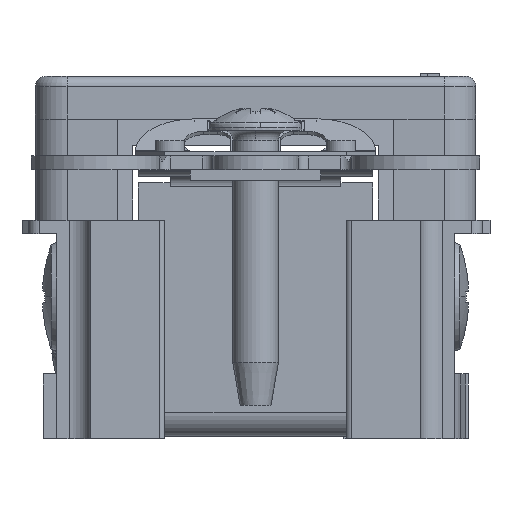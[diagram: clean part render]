
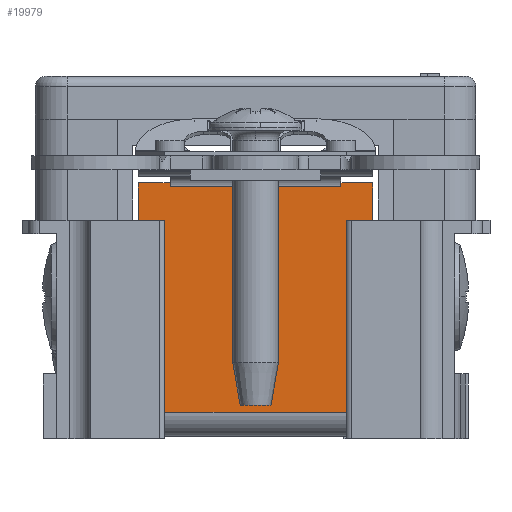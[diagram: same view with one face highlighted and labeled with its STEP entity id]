
A CAD part, front view. The second image highlights one B-rep face of the part: STEP entity #19979.
In plain terms, the highlighted planar face has unit normal (0, -1, 0).
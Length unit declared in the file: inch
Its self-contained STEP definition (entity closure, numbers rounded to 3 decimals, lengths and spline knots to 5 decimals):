
#312 = EDGE_CURVE ( 'NONE', #25222, #15402, #41333, .T. ) ;
#946 = DIRECTION ( 'NONE',  ( 0., 0., 1. ) ) ;
#1468 = DIRECTION ( 'NONE',  ( 0., 0., 1. ) ) ;
#2422 = CARTESIAN_POINT ( 'NONE',  ( 0.5, 0.12499, 0.447 ) ) ;
#4181 = CARTESIAN_POINT ( 'NONE',  ( 0.75, 0.12499, 0.078 ) ) ;
#4574 = DIRECTION ( 'NONE',  ( 0., 0., 1. ) ) ;
#4790 = CARTESIAN_POINT ( 'NONE',  ( 0.4065, 0.12499, 0.749 ) ) ;
#4997 = LINE ( 'NONE', #44426, #27457 ) ;
#6897 = LINE ( 'NONE', #42674, #43365 ) ;
#7036 = CARTESIAN_POINT ( 'NONE',  ( 0.4845, 0.12499, 0.078 ) ) ;
#7572 = LINE ( 'NONE', #4181, #8247 ) ;
#8137 = ORIENTED_EDGE ( 'NONE', *, *, #12369, .F. ) ;
#8247 = VECTOR ( 'NONE', #30014, 39.37008 ) ;
#9003 = LINE ( 'NONE', #4790, #44290 ) ;
#9145 = CARTESIAN_POINT ( 'NONE',  ( 1.0155, 0.12499, 0.447 ) ) ;
#9361 = FACE_OUTER_BOUND ( 'NONE', #40121, .T. ) ;
#9792 = VERTEX_POINT ( 'NONE', #15669 ) ;
#10157 = AXIS2_PLACEMENT_3D ( 'NONE', #34717, #55938, #31014 ) ;
#10796 = ORIENTED_EDGE ( 'NONE', *, *, #35822, .T. ) ;
#11537 = VERTEX_POINT ( 'NONE', #54744 ) ;
#12164 = LINE ( 'NONE', #38268, #23247 ) ;
#12369 = EDGE_CURVE ( 'NONE', #29690, #9792, #12164, .T. ) ;
#12454 = DIRECTION ( 'NONE',  ( 0., 0., -1. ) ) ;
#13134 = ORIENTED_EDGE ( 'NONE', *, *, #19087, .F. ) ;
#14221 = ORIENTED_EDGE ( 'NONE', *, *, #44948, .T. ) ;
#15402 = VERTEX_POINT ( 'NONE', #26640 ) ;
#15544 = CIRCLE ( 'NONE', #52641, 0.344 ) ;
#15669 = CARTESIAN_POINT ( 'NONE',  ( 1.0935, 0.12499, 0.749 ) ) ;
#16874 = EDGE_CURVE ( 'NONE', #26104, #20979, #39851, .T. ) ;
#19087 = EDGE_CURVE ( 'NONE', #39260, #30892, #7572, .T. ) ;
#19220 = ORIENTED_EDGE ( 'NONE', *, *, #20519, .T. ) ;
#19581 = VERTEX_POINT ( 'NONE', #25802 ) ;
#19904 = CARTESIAN_POINT ( 'NONE',  ( 0.4065, 0.12499, 0.749 ) ) ;
#19979 = ADVANCED_FACE ( 'NONE', ( #9361 ), #30434, .F. ) ;
#20134 = CIRCLE ( 'NONE', #10157, 0.344 ) ;
#20519 = EDGE_CURVE ( 'NONE', #29690, #45861, #35422, .T. ) ;
#20979 = VERTEX_POINT ( 'NONE', #19904 ) ;
#21594 = CARTESIAN_POINT ( 'NONE',  ( 1.0155, 0.12499, 0.078 ) ) ;
#23247 = VECTOR ( 'NONE', #55791, 39.37008 ) ;
#25222 = VERTEX_POINT ( 'NONE', #35539 ) ;
#25802 = CARTESIAN_POINT ( 'NONE',  ( 0.4845, 0.12499, 0.447 ) ) ;
#25872 = DIRECTION ( 'NONE',  ( 0., 1., 0. ) ) ;
#26098 = DIRECTION ( 'NONE',  ( 0., 0., -1. ) ) ;
#26104 = VERTEX_POINT ( 'NONE', #30425 ) ;
#26358 = DIRECTION ( 'NONE',  ( 1., 0., 0. ) ) ;
#26640 = CARTESIAN_POINT ( 'NONE',  ( 0.5, 0.12499, 0.738 ) ) ;
#27457 = VECTOR ( 'NONE', #31125, 39.37008 ) ;
#29549 = LINE ( 'NONE', #46858, #40148 ) ;
#29690 = VERTEX_POINT ( 'NONE', #45310 ) ;
#30014 = DIRECTION ( 'NONE',  ( -1., 0., 0. ) ) ;
#30425 = CARTESIAN_POINT ( 'NONE',  ( 0.4065, 0.12499, 0.66513 ) ) ;
#30434 = PLANE ( 'NONE',  #30735 ) ;
#30735 = AXIS2_PLACEMENT_3D ( 'NONE', #52255, #25872, #4574 ) ;
#30892 = VERTEX_POINT ( 'NONE', #7036 ) ;
#30897 = VECTOR ( 'NONE', #51242, 39.37008 ) ;
#31014 = DIRECTION ( 'NONE',  ( 0., 0., 1. ) ) ;
#31017 = ORIENTED_EDGE ( 'NONE', *, *, #46323, .T. ) ;
#31125 = DIRECTION ( 'NONE',  ( 0., 0., 1. ) ) ;
#31307 = DIRECTION ( 'NONE',  ( 0., -1., 0. ) ) ;
#32174 = CARTESIAN_POINT ( 'NONE',  ( 0.7505, 0.12499, 0.66513 ) ) ;
#34717 = CARTESIAN_POINT ( 'NONE',  ( 0.7495, 0.12499, 0.66513 ) ) ;
#35422 = LINE ( 'NONE', #52741, #51590 ) ;
#35539 = CARTESIAN_POINT ( 'NONE',  ( 0.5, 0.12499, 0.749 ) ) ;
#35822 = EDGE_CURVE ( 'NONE', #26104, #19581, #15544, .T. ) ;
#38268 = CARTESIAN_POINT ( 'NONE',  ( 1.0935, 0.12499, 0.749 ) ) ;
#39117 = ORIENTED_EDGE ( 'NONE', *, *, #42513, .F. ) ;
#39260 = VERTEX_POINT ( 'NONE', #21594 ) ;
#39851 = LINE ( 'NONE', #44096, #40493 ) ;
#40121 = EDGE_LOOP ( 'NONE', ( #43907, #10796, #53036, #13134, #31017, #14221, #55940, #8137, #19220, #39117, #54831, #43979 ) ) ;
#40148 = VECTOR ( 'NONE', #26098, 39.37008 ) ;
#40493 = VECTOR ( 'NONE', #946, 39.37008 ) ;
#41333 = LINE ( 'NONE', #2422, #30897 ) ;
#42513 = EDGE_CURVE ( 'NONE', #15402, #45861, #6897, .T. ) ;
#42674 = CARTESIAN_POINT ( 'NONE',  ( 0.4845, 0.12499, 0.738 ) ) ;
#43365 = VECTOR ( 'NONE', #50608, 39.37008 ) ;
#43907 = ORIENTED_EDGE ( 'NONE', *, *, #16874, .F. ) ;
#43979 = ORIENTED_EDGE ( 'NONE', *, *, #49487, .F. ) ;
#44096 = CARTESIAN_POINT ( 'NONE',  ( 0.4065, 0.12499, 0.749 ) ) ;
#44290 = VECTOR ( 'NONE', #26358, 39.37008 ) ;
#44426 = CARTESIAN_POINT ( 'NONE',  ( 1.0155, 0.12499, 0.769 ) ) ;
#44654 = EDGE_CURVE ( 'NONE', #9792, #11537, #47322, .T. ) ;
#44948 = EDGE_CURVE ( 'NONE', #48317, #11537, #20134, .T. ) ;
#45310 = CARTESIAN_POINT ( 'NONE',  ( 1., 0.12499, 0.749 ) ) ;
#45861 = VERTEX_POINT ( 'NONE', #46340 ) ;
#46042 = EDGE_CURVE ( 'NONE', #19581, #30892, #29549, .T. ) ;
#46323 = EDGE_CURVE ( 'NONE', #39260, #48317, #4997, .T. ) ;
#46340 = CARTESIAN_POINT ( 'NONE',  ( 1., 0.12499, 0.738 ) ) ;
#46416 = VECTOR ( 'NONE', #12454, 39.37008 ) ;
#46858 = CARTESIAN_POINT ( 'NONE',  ( 0.4845, 0.12499, 0.047 ) ) ;
#47322 = LINE ( 'NONE', #51048, #46416 ) ;
#48317 = VERTEX_POINT ( 'NONE', #9145 ) ;
#49046 = DIRECTION ( 'NONE',  ( 0., 0., -1. ) ) ;
#49487 = EDGE_CURVE ( 'NONE', #20979, #25222, #9003, .T. ) ;
#50608 = DIRECTION ( 'NONE',  ( 1., 0., 0. ) ) ;
#51048 = CARTESIAN_POINT ( 'NONE',  ( 1.0935, 0.12499, 0.749 ) ) ;
#51242 = DIRECTION ( 'NONE',  ( 0., 0., -1. ) ) ;
#51590 = VECTOR ( 'NONE', #49046, 39.37008 ) ;
#52255 = CARTESIAN_POINT ( 'NONE',  ( 0.75, 0.12499, 0.047 ) ) ;
#52641 = AXIS2_PLACEMENT_3D ( 'NONE', #32174, #31307, #1468 ) ;
#52741 = CARTESIAN_POINT ( 'NONE',  ( 1., 0.12499, 0.447 ) ) ;
#53036 = ORIENTED_EDGE ( 'NONE', *, *, #46042, .T. ) ;
#54744 = CARTESIAN_POINT ( 'NONE',  ( 1.0935, 0.12499, 0.66513 ) ) ;
#54831 = ORIENTED_EDGE ( 'NONE', *, *, #312, .F. ) ;
#55791 = DIRECTION ( 'NONE',  ( 1., 0., 0. ) ) ;
#55938 = DIRECTION ( 'NONE',  ( 0., -1., 0. ) ) ;
#55940 = ORIENTED_EDGE ( 'NONE', *, *, #44654, .F. ) ;
